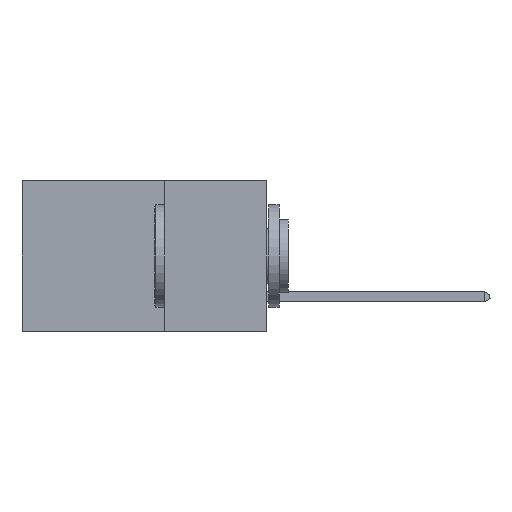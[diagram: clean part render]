
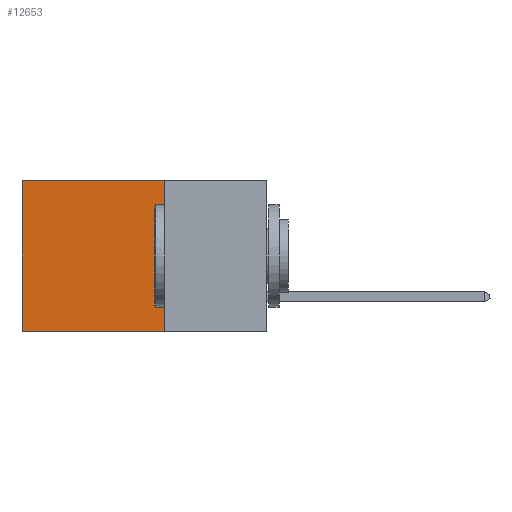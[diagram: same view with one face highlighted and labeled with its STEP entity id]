
A CAD part, left-side view. The second image highlights one B-rep face of the part: STEP entity #12653.
In plain terms, the highlighted planar face has unit normal (-1, 0, 0).
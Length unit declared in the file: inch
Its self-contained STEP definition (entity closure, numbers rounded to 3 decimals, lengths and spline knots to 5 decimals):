
#60 = VERTEX_POINT ( 'NONE', #9148 ) ;
#107 = DIRECTION ( 'NONE',  ( 0., 0., -1. ) ) ;
#411 = EDGE_CURVE ( 'NONE', #60, #10730, #528, .T. ) ;
#528 = LINE ( 'NONE', #597, #16385 ) ;
#597 = CARTESIAN_POINT ( 'NONE',  ( 0.2875, 0.6, 0. ) ) ;
#661 = EDGE_CURVE ( 'NONE', #11533, #10730, #934, .T. ) ;
#934 = LINE ( 'NONE', #2472, #15574 ) ;
#1894 = DIRECTION ( 'NONE',  ( 0., 0., -1. ) ) ;
#2351 = ORIENTED_EDGE ( 'NONE', *, *, #661, .F. ) ;
#2472 = CARTESIAN_POINT ( 'NONE',  ( 0.2875, 0.25, -0.37 ) ) ;
#2682 = DIRECTION ( 'NONE',  ( 0., 1., 0. ) ) ;
#4151 = ORIENTED_EDGE ( 'NONE', *, *, #14479, .T. ) ;
#5008 = VERTEX_POINT ( 'NONE', #9091 ) ;
#6433 = LINE ( 'NONE', #6620, #12957 ) ;
#6505 = DIRECTION ( 'NONE',  ( 0., 1., 0. ) ) ;
#6620 = CARTESIAN_POINT ( 'NONE',  ( 0.2875, 0.25, 0. ) ) ;
#7918 = DIRECTION ( 'NONE',  ( 1., 0., 0. ) ) ;
#8092 = CARTESIAN_POINT ( 'NONE',  ( 0.2875, 0.25, 0. ) ) ;
#9091 = CARTESIAN_POINT ( 'NONE',  ( 0.2875, 0.25, 0. ) ) ;
#9096 = LINE ( 'NONE', #14447, #16024 ) ;
#9148 = CARTESIAN_POINT ( 'NONE',  ( 0.2875, 0.6, 0. ) ) ;
#9806 = ORIENTED_EDGE ( 'NONE', *, *, #411, .T. ) ;
#10117 = ORIENTED_EDGE ( 'NONE', *, *, #10154, .F. ) ;
#10154 = EDGE_CURVE ( 'NONE', #5008, #11533, #9096, .T. ) ;
#10730 = VERTEX_POINT ( 'NONE', #15833 ) ;
#11533 = VERTEX_POINT ( 'NONE', #15491 ) ;
#12653 = ADVANCED_FACE ( 'NONE', ( #14205 ), #15704, .F. ) ;
#12957 = VECTOR ( 'NONE', #6505, 39.37008 ) ;
#13513 = EDGE_LOOP ( 'NONE', ( #9806, #2351, #10117, #4151 ) ) ;
#14037 = AXIS2_PLACEMENT_3D ( 'NONE', #8092, #7918, #107 ) ;
#14205 = FACE_OUTER_BOUND ( 'NONE', #13513, .T. ) ;
#14384 = DIRECTION ( 'NONE',  ( 0., 0., -1. ) ) ;
#14447 = CARTESIAN_POINT ( 'NONE',  ( 0.2875, 0.25, 0. ) ) ;
#14479 = EDGE_CURVE ( 'NONE', #5008, #60, #6433, .T. ) ;
#15491 = CARTESIAN_POINT ( 'NONE',  ( 0.2875, 0.25, -0.37 ) ) ;
#15574 = VECTOR ( 'NONE', #2682, 39.37008 ) ;
#15704 = PLANE ( 'NONE',  #14037 ) ;
#15833 = CARTESIAN_POINT ( 'NONE',  ( 0.2875, 0.6, -0.37 ) ) ;
#16024 = VECTOR ( 'NONE', #14384, 39.37008 ) ;
#16385 = VECTOR ( 'NONE', #1894, 39.37008 ) ;
